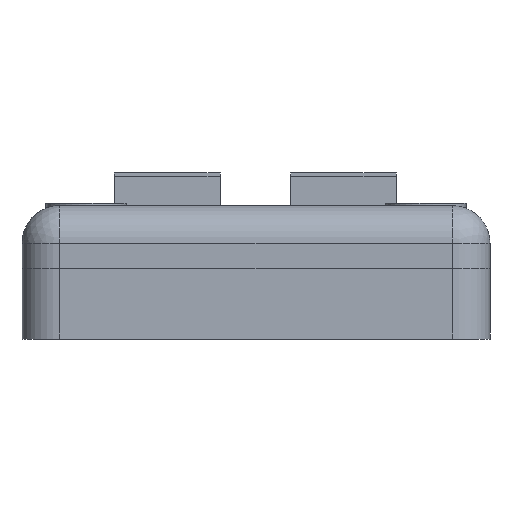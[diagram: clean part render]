
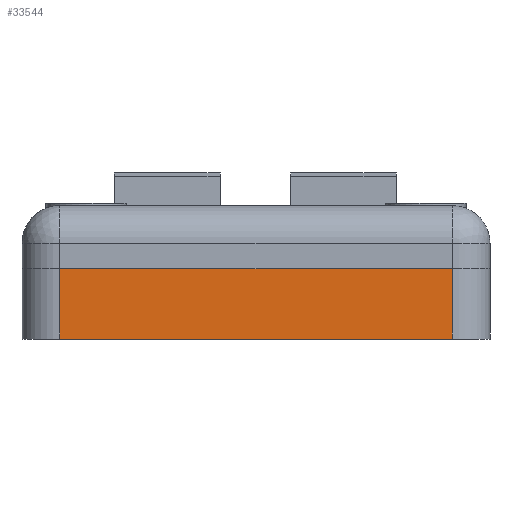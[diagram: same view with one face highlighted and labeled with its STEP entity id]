
A CAD part, front view. The second image highlights one B-rep face of the part: STEP entity #33544.
In plain terms, the highlighted planar face has unit normal (0, -1, 0).
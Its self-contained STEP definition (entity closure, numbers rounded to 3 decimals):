
#2136=PLANE('',#35655);
#4049=FACE_OUTER_BOUND('',#5947,.T.);
#5947=EDGE_LOOP('',(#25048,#25049,#25050,#25051));
#8045=LINE('',#50326,#11834);
#8057=LINE('',#50358,#11846);
#8064=LINE('',#50382,#11853);
#8067=LINE('',#50388,#11856);
#11834=VECTOR('',#38963,10.);
#11846=VECTOR('',#38993,10.);
#11853=VECTOR('',#39018,10.);
#11856=VECTOR('',#39027,10.);
#16381=VERTEX_POINT('',#50323);
#16382=VERTEX_POINT('',#50325);
#16392=VERTEX_POINT('',#50355);
#16393=VERTEX_POINT('',#50357);
#19551=EDGE_CURVE('',#16381,#16382,#8045,.T.);
#19567=EDGE_CURVE('',#16392,#16393,#8057,.T.);
#19580=EDGE_CURVE('',#16382,#16392,#8064,.T.);
#19583=EDGE_CURVE('',#16393,#16381,#8067,.T.);
#25048=ORIENTED_EDGE('',*,*,#19580,.F.);
#25049=ORIENTED_EDGE('',*,*,#19551,.F.);
#25050=ORIENTED_EDGE('',*,*,#19583,.F.);
#25051=ORIENTED_EDGE('',*,*,#19567,.F.);
#33544=ADVANCED_FACE('',(#4049),#2136,.T.);
#35655=AXIS2_PLACEMENT_3D('',#50402,#39048,#39049);
#38963=DIRECTION('',(-1.,0.,0.));
#38993=DIRECTION('',(1.,0.,0.));
#39018=DIRECTION('',(0.,0.,1.));
#39027=DIRECTION('',(0.,0.,-1.));
#39048=DIRECTION('center_axis',(0.,-1.,0.));
#39049=DIRECTION('ref_axis',(-1.,0.,0.));
#50323=CARTESIAN_POINT('',(15.6,-24.6,-5.6));
#50325=CARTESIAN_POINT('',(-15.6,-24.6,-5.6));
#50326=CARTESIAN_POINT('',(-18.6,-24.6,-5.6));
#50355=CARTESIAN_POINT('',(-15.6,-24.6,0.));
#50357=CARTESIAN_POINT('',(15.6,-24.6,0.));
#50358=CARTESIAN_POINT('',(-18.6,-24.6,0.));
#50382=CARTESIAN_POINT('',(-15.6,-24.6,0.));
#50388=CARTESIAN_POINT('',(15.6,-24.6,0.));
#50402=CARTESIAN_POINT('Origin',(18.6,-24.6,0.));
